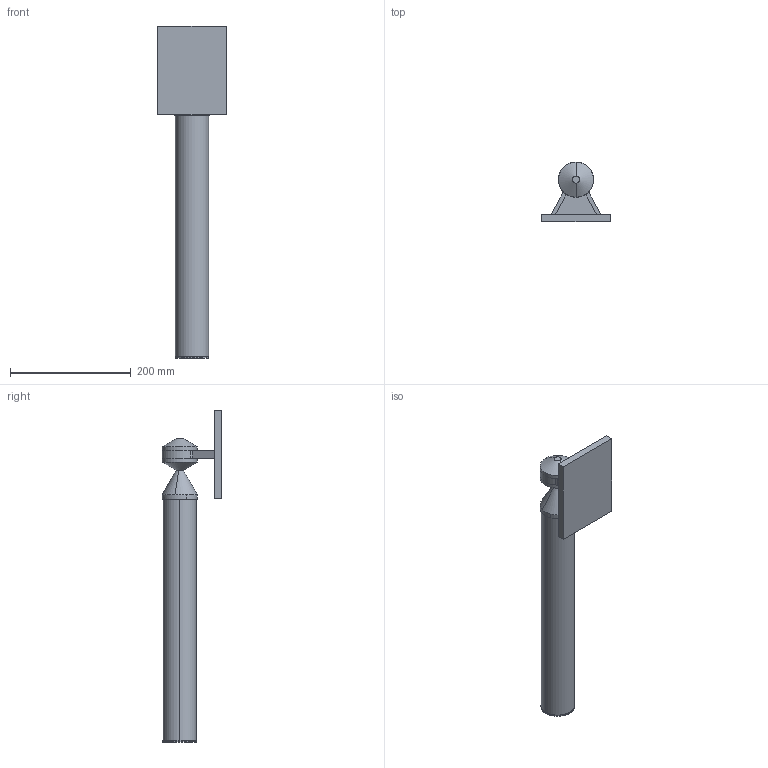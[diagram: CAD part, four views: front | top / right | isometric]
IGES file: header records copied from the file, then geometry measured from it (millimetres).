
Start section: SolidWorks IGES file using analytic representation for surfaces
Global section: file name: CASLS1 - Castle Sconce 01.IGS; native system: SolidWorks 2022; preprocessor: SolidWorks 2022; author: Tyler Hayes; date: 240208.120406; units: inch
Bounding box: 114.3 x 99.19 x 550.54 mm (x, y, z)
Surface area: 133457.7 mm2 (no closed solid volume)
Topology: 0 solids, 0 shells, 58 faces, 926 edges, 926 vertices
Faces by surface type: revolution 31, bspline 27
